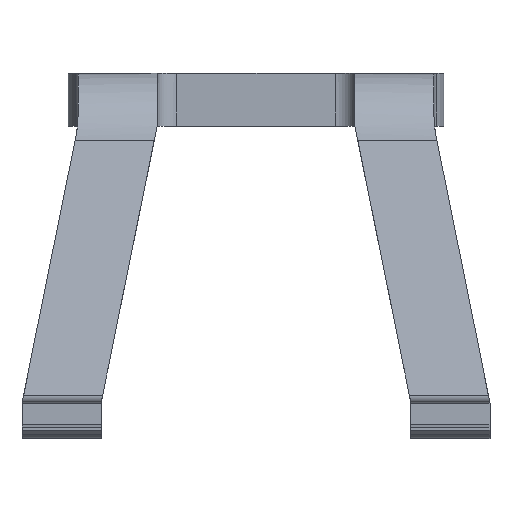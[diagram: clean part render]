
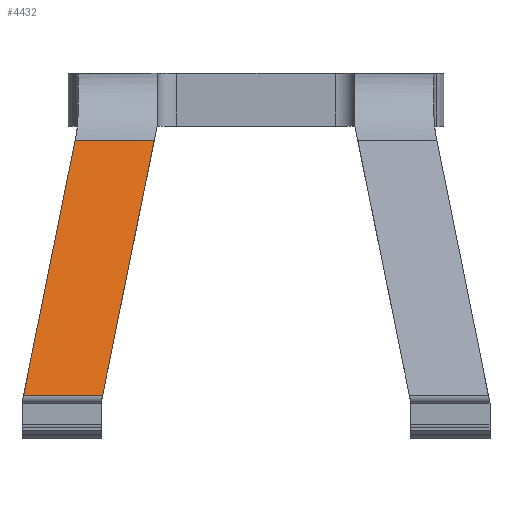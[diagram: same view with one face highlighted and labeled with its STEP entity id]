
A CAD part, front view. The second image highlights one B-rep face of the part: STEP entity #4432.
In plain terms, the highlighted planar face has unit normal (0, -0.977, 0.215).
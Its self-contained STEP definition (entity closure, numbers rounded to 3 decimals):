
#4393=CARTESIAN_POINT('',(70.25,-49.5,0.0));
#4394=DIRECTION('',(0.0,-0.977,0.215));
#4395=DIRECTION('',(0.0,-0.215,-0.977));
#4396=AXIS2_PLACEMENT_3D('',#4393,#4394,#4395);
#4397=PLANE('',#4396);
#4398=CARTESIAN_POINT('',(58.496,-49.233,1.215));
#4399=VERTEX_POINT('',#4398);
#4400=CARTESIAN_POINT('',(66.303,-40.745,39.793));
#4401=VERTEX_POINT('',#4400);
#4402=CARTESIAN_POINT('',(58.701,-49.01,2.229));
#4403=DIRECTION('',(0.194,0.211,0.958));
#4404=VECTOR('',#4403,1.);
#4405=LINE('',#4402,#4404);
#4406=EDGE_CURVE('',#4399,#4401,#4405,.T.);
#4407=ORIENTED_EDGE('',*,*,#4406,.T.);
#4408=CARTESIAN_POINT('',(54.303,-40.745,39.793));
#4409=VERTEX_POINT('',#4408);
#4410=CARTESIAN_POINT('',(70.25,-40.745,39.793));
#4411=DIRECTION('',(-1.0,0.0,0.0));
#4412=VECTOR('',#4411,1.0);
#4413=LINE('',#4410,#4412);
#4414=EDGE_CURVE('',#4401,#4409,#4413,.T.);
#4415=ORIENTED_EDGE('',*,*,#4414,.T.);
#4416=CARTESIAN_POINT('',(46.496,-49.233,1.215));
#4417=VERTEX_POINT('',#4416);
#4418=CARTESIAN_POINT('',(47.152,-48.519,4.459));
#4419=DIRECTION('',(0.194,0.211,0.958));
#4420=VECTOR('',#4419,1.);
#4421=LINE('',#4418,#4420);
#4422=EDGE_CURVE('',#4417,#4409,#4421,.T.);
#4423=ORIENTED_EDGE('',*,*,#4422,.F.);
#4424=CARTESIAN_POINT('',(70.25,-49.233,1.215));
#4425=DIRECTION('',(-1.0,0.0,0.0));
#4426=VECTOR('',#4425,1.0);
#4427=LINE('',#4424,#4426);
#4428=EDGE_CURVE('',#4417,#4399,#4427,.F.);
#4429=ORIENTED_EDGE('',*,*,#4428,.T.);
#4430=EDGE_LOOP('',(#4407,#4415,#4423,#4429));
#4431=FACE_OUTER_BOUND('',#4430,.T.);
#4432=ADVANCED_FACE('',(#4431),#4397,.T.);
